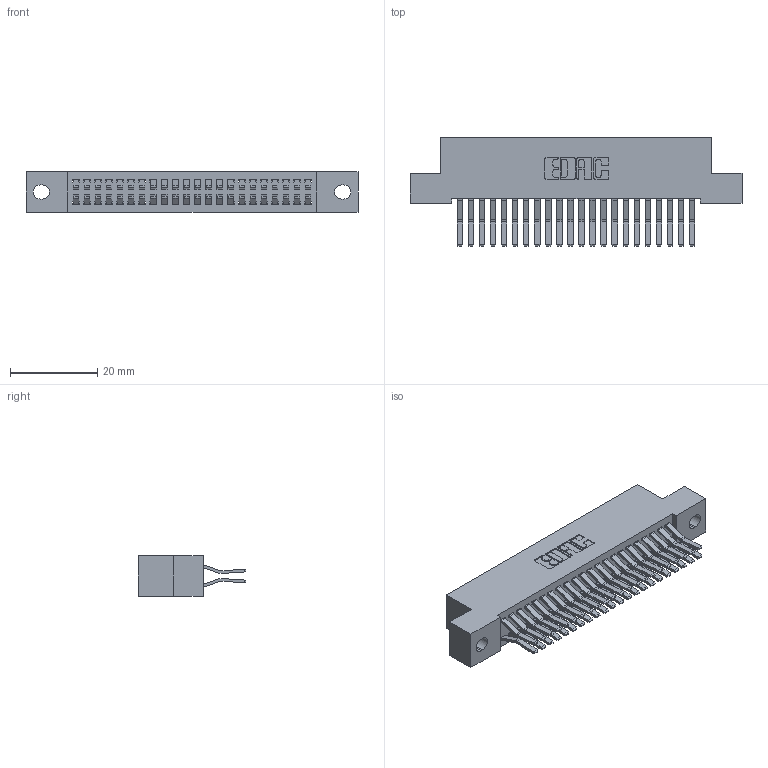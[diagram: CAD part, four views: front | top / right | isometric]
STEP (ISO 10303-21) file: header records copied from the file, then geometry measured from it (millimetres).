
FILE_DESCRIPTION (( 'STEP AP203' ), '1' );
FILE_NAME ('342-044-560-202.STEP', '2018-08-12T15:07:40', ( '' ), ( '' ), 'SwSTEP 2.0', 'SolidWorks 2016', '' );
FILE_SCHEMA (( 'CONFIG_CONTROL_DESIGN' ));
Length unit declared in the file: inch
Products named in the file (3): 342-044-560-202; 342 Part_.128 Slot; 345-292-001_560 Tail
Assembly tree (45 placements, depth 2):
  342-044-560-202
    342 Part_.128 Slot
    345-292-001_560 Tail  x44
Bounding box: 76.2 x 24.78 x 9.4 mm (x, y, z)
Volume: 6988.6 mm3; surface area: 11335.1 mm2
Topology: 45 solids, 45 shells, 2490 faces, 7395 edges, 4870 vertices
Faces by surface type: plane 1654, cylinder 836
Entity records: 16831 total; most frequent: CARTESIAN_POINT 2814, ORIENTED_EDGE 2750, DIRECTION 2443, EDGE_CURVE 1375, VECTOR 1243, LINE 1243, VERTEX_POINT 914, AXIS2_PLACEMENT_3D 600
